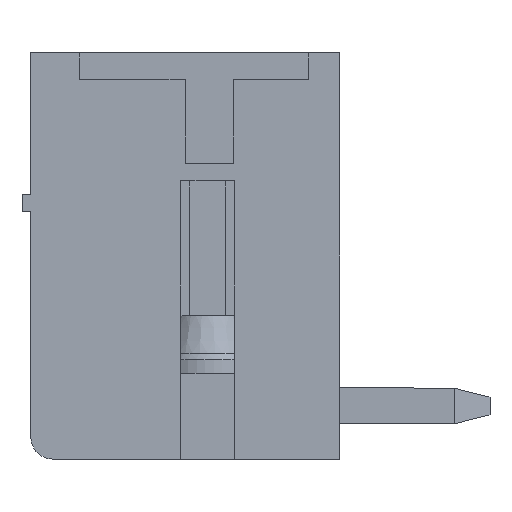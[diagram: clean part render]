
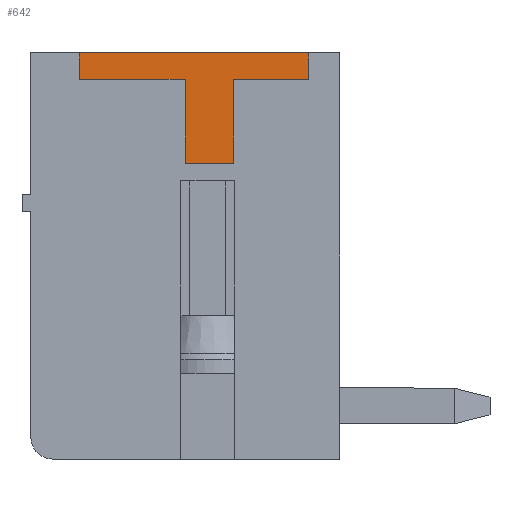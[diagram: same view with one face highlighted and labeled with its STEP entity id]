
A CAD part, left-side view. The second image highlights one B-rep face of the part: STEP entity #642.
In plain terms, the highlighted planar face has unit normal (-1, 0, 0).
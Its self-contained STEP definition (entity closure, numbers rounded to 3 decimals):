
#113 = CARTESIAN_POINT ( 'NONE',  ( -0.2, 5.105, 3.2 ) ) ;
#387 = CARTESIAN_POINT ( 'NONE',  ( -0.2, 8.605, 5.1 ) ) ;
#565 = CARTESIAN_POINT ( 'NONE',  ( -0.2, 3.405, 5.7 ) ) ;
#580 = CARTESIAN_POINT ( 'NONE',  ( -0.2, 3.405, 5.1 ) ) ;
#642 = ADVANCED_FACE ( 'NONE', ( #11762 ), #4225, .F. ) ;
#881 = ORIENTED_EDGE ( 'NONE', *, *, #5865, .F. ) ;
#1835 = DIRECTION ( 'NONE',  ( 0., 0., 1. ) ) ;
#2111 = AXIS2_PLACEMENT_3D ( 'NONE', #6991, #9104, #4354 ) ;
#2428 = LINE ( 'NONE', #5052, #5890 ) ;
#2429 = VECTOR ( 'NONE', #6664, 1000. ) ;
#2510 = VERTEX_POINT ( 'NONE', #3362 ) ;
#2620 = ORIENTED_EDGE ( 'NONE', *, *, #9589, .F. ) ;
#2868 = CARTESIAN_POINT ( 'NONE',  ( -0.2, 3.405, 5.7 ) ) ;
#3049 = VECTOR ( 'NONE', #9250, 1000. ) ;
#3362 = CARTESIAN_POINT ( 'NONE',  ( -0.2, 5.105, 5.1 ) ) ;
#3380 = ORIENTED_EDGE ( 'NONE', *, *, #10244, .F. ) ;
#3555 = ORIENTED_EDGE ( 'NONE', *, *, #11921, .F. ) ;
#3749 = ORIENTED_EDGE ( 'NONE', *, *, #7661, .T. ) ;
#3826 = VECTOR ( 'NONE', #7754, 1000. ) ;
#3836 = CARTESIAN_POINT ( 'NONE',  ( -0.2, 6.205, 5.1 ) ) ;
#3846 = CARTESIAN_POINT ( 'NONE',  ( -0.2, 3.405, 5.7 ) ) ;
#4010 = VERTEX_POINT ( 'NONE', #10444 ) ;
#4025 = DIRECTION ( 'NONE',  ( 0., 0., 1. ) ) ;
#4225 = PLANE ( 'NONE',  #2111 ) ;
#4354 = DIRECTION ( 'NONE',  ( 0., -1., 0. ) ) ;
#4362 = CARTESIAN_POINT ( 'NONE',  ( -0.2, 5.105, 5.1 ) ) ;
#4415 = VERTEX_POINT ( 'NONE', #7665 ) ;
#5015 = LINE ( 'NONE', #2868, #11492 ) ;
#5052 = CARTESIAN_POINT ( 'NONE',  ( -0.2, 6.205, 3.2 ) ) ;
#5567 = CARTESIAN_POINT ( 'NONE',  ( -0.2, 6.205, 5.1 ) ) ;
#5812 = DIRECTION ( 'NONE',  ( 0., 1., 0. ) ) ;
#5859 = DIRECTION ( 'NONE',  ( 0., 1., 0. ) ) ;
#5865 = EDGE_CURVE ( 'NONE', #11288, #10402, #6543, .T. ) ;
#5890 = VECTOR ( 'NONE', #4025, 1000. ) ;
#6543 = LINE ( 'NONE', #3836, #11238 ) ;
#6562 = CARTESIAN_POINT ( 'NONE',  ( -0.2, 8.605, 5.1 ) ) ;
#6664 = DIRECTION ( 'NONE',  ( 0., 0., -1. ) ) ;
#6807 = VECTOR ( 'NONE', #5812, 1000. ) ;
#6991 = CARTESIAN_POINT ( 'NONE',  ( -0.2, 13.9, 5.7 ) ) ;
#7323 = CARTESIAN_POINT ( 'NONE',  ( -0.2, 3.405, 5.1 ) ) ;
#7385 = ORIENTED_EDGE ( 'NONE', *, *, #8312, .F. ) ;
#7546 = LINE ( 'NONE', #6562, #7666 ) ;
#7661 = EDGE_CURVE ( 'NONE', #9301, #4010, #8612, .T. ) ;
#7665 = CARTESIAN_POINT ( 'NONE',  ( -0.2, 6.205, 3.2 ) ) ;
#7666 = VECTOR ( 'NONE', #1835, 1000. ) ;
#7754 = DIRECTION ( 'NONE',  ( 0., 1., 0. ) ) ;
#7923 = VERTEX_POINT ( 'NONE', #580 ) ;
#8252 = LINE ( 'NONE', #4362, #2429 ) ;
#8312 = EDGE_CURVE ( 'NONE', #8779, #4415, #8701, .T. ) ;
#8502 = ORIENTED_EDGE ( 'NONE', *, *, #12162, .F. ) ;
#8612 = LINE ( 'NONE', #3846, #6807 ) ;
#8701 = LINE ( 'NONE', #113, #3826 ) ;
#8779 = VERTEX_POINT ( 'NONE', #10118 ) ;
#9104 = DIRECTION ( 'NONE',  ( 1., 0., 0. ) ) ;
#9250 = DIRECTION ( 'NONE',  ( 0., 1., 0. ) ) ;
#9301 = VERTEX_POINT ( 'NONE', #565 ) ;
#9417 = EDGE_LOOP ( 'NONE', ( #10814, #881, #3555, #7385, #3380, #2620, #8502, #3749 ) ) ;
#9589 = EDGE_CURVE ( 'NONE', #7923, #2510, #10080, .T. ) ;
#10080 = LINE ( 'NONE', #7323, #3049 ) ;
#10118 = CARTESIAN_POINT ( 'NONE',  ( -0.2, 5.105, 3.2 ) ) ;
#10244 = EDGE_CURVE ( 'NONE', #2510, #8779, #8252, .T. ) ;
#10402 = VERTEX_POINT ( 'NONE', #387 ) ;
#10444 = CARTESIAN_POINT ( 'NONE',  ( -0.2, 8.605, 5.7 ) ) ;
#10814 = ORIENTED_EDGE ( 'NONE', *, *, #11371, .F. ) ;
#11238 = VECTOR ( 'NONE', #5859, 1000. ) ;
#11288 = VERTEX_POINT ( 'NONE', #5567 ) ;
#11371 = EDGE_CURVE ( 'NONE', #10402, #4010, #7546, .T. ) ;
#11492 = VECTOR ( 'NONE', #12401, 1000. ) ;
#11762 = FACE_OUTER_BOUND ( 'NONE', #9417, .T. ) ;
#11921 = EDGE_CURVE ( 'NONE', #4415, #11288, #2428, .T. ) ;
#12162 = EDGE_CURVE ( 'NONE', #9301, #7923, #5015, .T. ) ;
#12401 = DIRECTION ( 'NONE',  ( 0., 0., -1. ) ) ;
